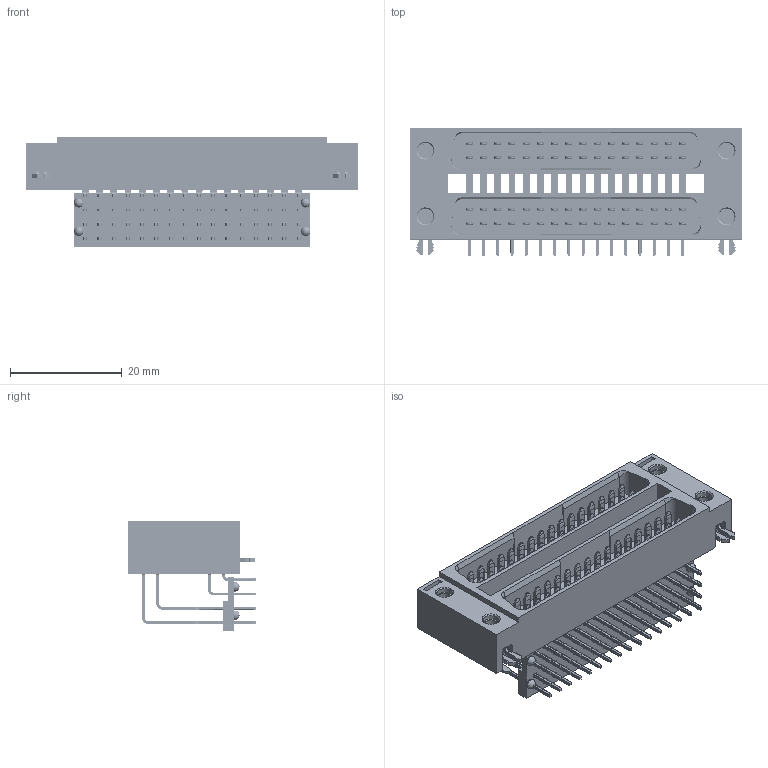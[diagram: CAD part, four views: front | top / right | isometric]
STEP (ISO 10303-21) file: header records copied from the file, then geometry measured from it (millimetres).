
FILE_DESCRIPTION( ('This file contains a STEP AP42 implementation' ,'as created by ZW3D STEP Interface translator.') ,'2;1' );
FILE_NAME( '6340-2XXMRSXMWT01.stp' ,'231019. 84621', (''), ('ZWCAD Software Co.'), 'Version 1.0', 'ZW3D to STEP translator', '' );
FILE_SCHEMA(('AUTOMOTIVE_DESIGN { 1 0 10303 214 1 1 1 1 }'));
Length unit declared in the file: millimetre
Products named in the file (2): 0; 6340-232MR_RESXMWT01_1_1
Bounding box: 59.32 x 23.01 x 19.66 mm (x, y, z)
Volume: 6459 mm3; surface area: 15225.6 mm2
Topology: 2 solids, 6 shells, 8324 faces, 27630 edges, 17984 vertices
Faces by surface type: plane 5670, cylinder 1890, bspline 748, cone 16
Full cylindrical faces by diameter (mm): 1.7 x4, 2.3 x4, 2.8 x4, 3.4 x12, 3.75 x4
Entity records: 319170 total; most frequent: CARTESIAN_POINT 68273, ORIENTED_EDGE 55244, DIRECTION 46400, EDGE_CURVE 27622, VECTOR 20682, LINE 20682, VERTEX_POINT 17984, AXIS2_PLACEMENT_3D 12859
